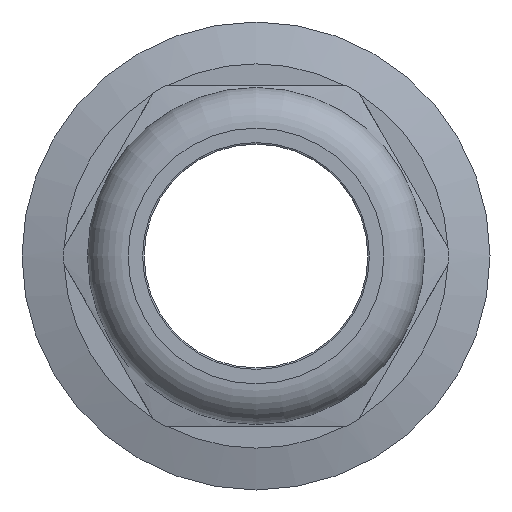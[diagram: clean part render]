
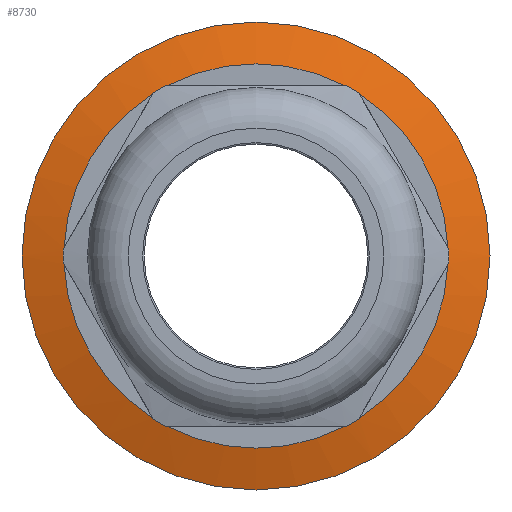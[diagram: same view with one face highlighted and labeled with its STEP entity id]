
A CAD part, left-side view. The second image highlights one B-rep face of the part: STEP entity #8730.
In plain terms, the highlighted conical face has half-angle 73.64 degrees and reference radius 26.885 mm.
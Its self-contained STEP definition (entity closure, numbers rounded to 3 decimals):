
#118=CONICAL_SURFACE('',#9485,26.885,73.64);
#2014=FACE_BOUND('',#2759,.T.);
#2225=FACE_OUTER_BOUND('',#2758,.T.);
#2758=EDGE_LOOP('',(#6626,#6627,#6628,#6629,#6630,#6631,#6632,#6633,#6634,
#6635,#6636,#6637));
#2759=EDGE_LOOP('',(#6638));
#3332=CIRCLE('',#9426,24.245);
#3333=CIRCLE('',#9429,24.245);
#3334=CIRCLE('',#9432,24.245);
#3335=CIRCLE('',#9435,24.245);
#3336=CIRCLE('',#9438,24.245);
#3337=CIRCLE('',#9441,24.245);
#3338=CIRCLE('',#9443,24.245);
#3341=CIRCLE('',#9447,24.245);
#3343=CIRCLE('',#9450,24.245);
#3345=CIRCLE('',#9453,24.245);
#3346=CIRCLE('',#9455,24.245);
#3350=CIRCLE('',#9461,24.245);
#3361=CIRCLE('',#9486,29.525);
#3914=VERTEX_POINT('',#15709);
#3915=VERTEX_POINT('',#15711);
#3918=VERTEX_POINT('',#15722);
#3919=VERTEX_POINT('',#15724);
#3922=VERTEX_POINT('',#15735);
#3923=VERTEX_POINT('',#15737);
#3926=VERTEX_POINT('',#15748);
#3927=VERTEX_POINT('',#15750);
#3930=VERTEX_POINT('',#15761);
#3931=VERTEX_POINT('',#15763);
#3934=VERTEX_POINT('',#15774);
#3935=VERTEX_POINT('',#15776);
#3946=VERTEX_POINT('',#15835);
#4909=EDGE_CURVE('',#3915,#3914,#3332,.T.);
#4914=EDGE_CURVE('',#3919,#3918,#3333,.T.);
#4919=EDGE_CURVE('',#3923,#3922,#3334,.T.);
#4924=EDGE_CURVE('',#3927,#3926,#3335,.T.);
#4929=EDGE_CURVE('',#3931,#3930,#3336,.T.);
#4934=EDGE_CURVE('',#3935,#3934,#3337,.T.);
#4935=EDGE_CURVE('',#3926,#3923,#3338,.T.);
#4938=EDGE_CURVE('',#3914,#3931,#3341,.T.);
#4940=EDGE_CURVE('',#3918,#3927,#3343,.T.);
#4942=EDGE_CURVE('',#3922,#3935,#3345,.T.);
#4943=EDGE_CURVE('',#3930,#3919,#3346,.T.);
#4947=EDGE_CURVE('',#3934,#3915,#3350,.T.);
#4958=EDGE_CURVE('',#3946,#3946,#3361,.T.);
#6626=ORIENTED_EDGE('',*,*,#4943,.T.);
#6627=ORIENTED_EDGE('',*,*,#4914,.T.);
#6628=ORIENTED_EDGE('',*,*,#4940,.T.);
#6629=ORIENTED_EDGE('',*,*,#4924,.T.);
#6630=ORIENTED_EDGE('',*,*,#4935,.T.);
#6631=ORIENTED_EDGE('',*,*,#4919,.T.);
#6632=ORIENTED_EDGE('',*,*,#4942,.T.);
#6633=ORIENTED_EDGE('',*,*,#4934,.T.);
#6634=ORIENTED_EDGE('',*,*,#4947,.T.);
#6635=ORIENTED_EDGE('',*,*,#4909,.T.);
#6636=ORIENTED_EDGE('',*,*,#4938,.T.);
#6637=ORIENTED_EDGE('',*,*,#4929,.T.);
#6638=ORIENTED_EDGE('',*,*,#4958,.F.);
#8730=ADVANCED_FACE('',(#2225,#2014),#118,.T.);
#9426=AXIS2_PLACEMENT_3D('',#15715,#10859,#10860);
#9429=AXIS2_PLACEMENT_3D('',#15728,#10868,#10869);
#9432=AXIS2_PLACEMENT_3D('',#15741,#10877,#10878);
#9435=AXIS2_PLACEMENT_3D('',#15754,#10886,#10887);
#9438=AXIS2_PLACEMENT_3D('',#15767,#10895,#10896);
#9441=AXIS2_PLACEMENT_3D('',#15780,#10904,#10905);
#9443=AXIS2_PLACEMENT_3D('',#15782,#10908,#10909);
#9447=AXIS2_PLACEMENT_3D('',#15786,#10916,#10917);
#9450=AXIS2_PLACEMENT_3D('',#15789,#10922,#10923);
#9453=AXIS2_PLACEMENT_3D('',#15792,#10928,#10929);
#9455=AXIS2_PLACEMENT_3D('',#15794,#10932,#10933);
#9461=AXIS2_PLACEMENT_3D('',#15801,#10944,#10945);
#9485=AXIS2_PLACEMENT_3D('',#15834,#10992,#10993);
#9486=AXIS2_PLACEMENT_3D('',#15836,#10994,#10995);
#10859=DIRECTION('center_axis',(1.,0.,0.));
#10860=DIRECTION('ref_axis',(0.,0.,-1.));
#10868=DIRECTION('center_axis',(1.,0.,0.));
#10869=DIRECTION('ref_axis',(0.,0.,-1.));
#10877=DIRECTION('center_axis',(1.,0.,0.));
#10878=DIRECTION('ref_axis',(0.,0.,-1.));
#10886=DIRECTION('center_axis',(1.,0.,0.));
#10887=DIRECTION('ref_axis',(0.,0.,-1.));
#10895=DIRECTION('center_axis',(1.,0.,0.));
#10896=DIRECTION('ref_axis',(0.,0.,-1.));
#10904=DIRECTION('center_axis',(1.,0.,0.));
#10905=DIRECTION('ref_axis',(0.,0.,-1.));
#10908=DIRECTION('center_axis',(1.,0.,0.));
#10909=DIRECTION('ref_axis',(0.,0.,-1.));
#10916=DIRECTION('center_axis',(1.,0.,0.));
#10917=DIRECTION('ref_axis',(0.,0.,-1.));
#10922=DIRECTION('center_axis',(1.,0.,0.));
#10923=DIRECTION('ref_axis',(0.,0.,-1.));
#10928=DIRECTION('center_axis',(1.,0.,0.));
#10929=DIRECTION('ref_axis',(0.,0.,-1.));
#10932=DIRECTION('center_axis',(1.,0.,0.));
#10933=DIRECTION('ref_axis',(0.,0.,-1.));
#10944=DIRECTION('center_axis',(1.,0.,0.));
#10945=DIRECTION('ref_axis',(0.,0.,-1.));
#10992=DIRECTION('center_axis',(1.,0.,0.));
#10993=DIRECTION('ref_axis',(0.,1.,0.));
#10994=DIRECTION('center_axis',(1.,0.,0.));
#10995=DIRECTION('ref_axis',(0.,0.,-1.));
#15709=CARTESIAN_POINT('',(-7.8,11.206,-21.5));
#15711=CARTESIAN_POINT('',(-7.8,-11.206,-21.5));
#15715=CARTESIAN_POINT('Origin',(-7.8,0.,0.));
#15722=CARTESIAN_POINT('',(-7.8,13.017,20.455));
#15724=CARTESIAN_POINT('',(-7.8,24.222,1.045));
#15728=CARTESIAN_POINT('Origin',(-7.8,0.,0.));
#15735=CARTESIAN_POINT('',(-7.8,-24.222,1.045));
#15737=CARTESIAN_POINT('',(-7.8,-13.017,20.455));
#15741=CARTESIAN_POINT('Origin',(-7.8,0.,0.));
#15748=CARTESIAN_POINT('',(-7.8,-11.206,21.5));
#15750=CARTESIAN_POINT('',(-7.8,11.206,21.5));
#15754=CARTESIAN_POINT('Origin',(-7.8,0.,0.));
#15761=CARTESIAN_POINT('',(-7.8,24.222,-1.045));
#15763=CARTESIAN_POINT('',(-7.8,13.017,-20.455));
#15767=CARTESIAN_POINT('Origin',(-7.8,0.,0.));
#15774=CARTESIAN_POINT('',(-7.8,-13.017,-20.455));
#15776=CARTESIAN_POINT('',(-7.8,-24.222,-1.045));
#15780=CARTESIAN_POINT('Origin',(-7.8,0.,0.));
#15782=CARTESIAN_POINT('Origin',(-7.8,0.,0.));
#15786=CARTESIAN_POINT('Origin',(-7.8,0.,0.));
#15789=CARTESIAN_POINT('Origin',(-7.8,0.,0.));
#15792=CARTESIAN_POINT('Origin',(-7.8,0.,0.));
#15794=CARTESIAN_POINT('Origin',(-7.8,0.,0.));
#15801=CARTESIAN_POINT('Origin',(-7.8,0.,0.));
#15834=CARTESIAN_POINT('Origin',(-7.025,0.,0.));
#15835=CARTESIAN_POINT('',(-6.25,29.525,0.));
#15836=CARTESIAN_POINT('Origin',(-6.25,0.,0.));
